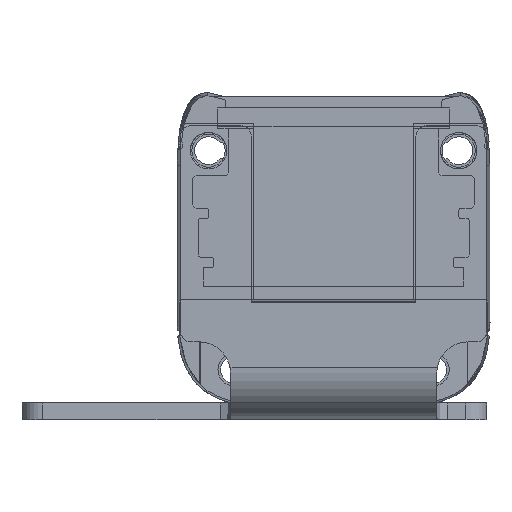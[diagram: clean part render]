
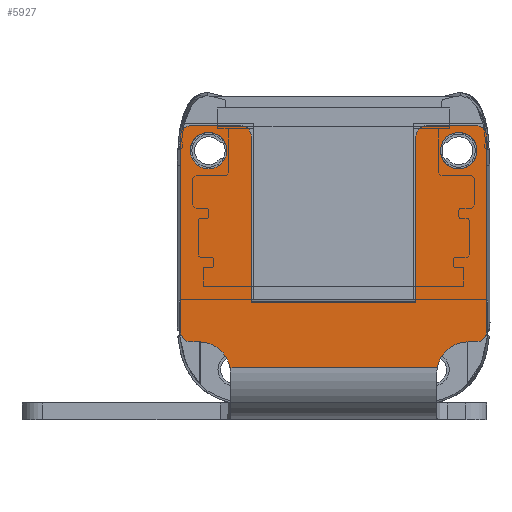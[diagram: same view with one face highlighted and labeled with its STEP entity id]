
A CAD part, front view. The second image highlights one B-rep face of the part: STEP entity #5927.
In plain terms, the highlighted planar face has unit normal (0, -1, 0).
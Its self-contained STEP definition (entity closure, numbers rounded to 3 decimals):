
#4986=DIRECTION('',(-1.,0.,0.));
#4987=VECTOR('',#4986,19.878);
#4988=CARTESIAN_POINT('',(9.939,105.8,-138.994));
#4989=LINE('',#4988,#4987);
#5009=CARTESIAN_POINT('',(12.89,105.8,-139.533));
#5010=DIRECTION('',(0.,1.,0.));
#5011=DIRECTION('',(-0.984,0.,0.18));
#5012=AXIS2_PLACEMENT_3D('',#5009,#5010,#5011);
#5014=CARTESIAN_POINT('',(-12.89,105.8,-139.533));
#5015=DIRECTION('',(0.,1.,0.));
#5016=DIRECTION('',(0.,0.,1.));
#5017=AXIS2_PLACEMENT_3D('',#5014,#5015,#5016);
#5019=CARTESIAN_POINT('',(-13.69,105.8,-135.533));
#5020=DIRECTION('',(0.,-1.,0.));
#5021=DIRECTION('',(-1.,0.,0.));
#5022=AXIS2_PLACEMENT_3D('',#5019,#5020,#5021);
#5024=DIRECTION('',(0.,0.,-1.));
#5025=VECTOR('',#5024,18.733);
#5026=CARTESIAN_POINT('',(-14.69,105.8,-116.8));
#5027=LINE('',#5026,#5025);
#5028=CARTESIAN_POINT('',(-13.69,105.8,-116.8));
#5029=DIRECTION('',(0.,-1.,0.));
#5030=DIRECTION('',(0.,0.,1.));
#5031=AXIS2_PLACEMENT_3D('',#5028,#5029,#5030);
#5033=DIRECTION('',(-1.,0.,0.));
#5034=VECTOR('',#5033,4.8);
#5035=CARTESIAN_POINT('',(-8.89,105.8,-115.8));
#5036=LINE('',#5035,#5034);
#5037=CARTESIAN_POINT('',(-8.89,105.8,-116.8));
#5038=DIRECTION('',(0.,-1.,0.));
#5039=DIRECTION('',(1.,0.,0.));
#5040=AXIS2_PLACEMENT_3D('',#5037,#5038,#5039);
#5042=DIRECTION('',(-1.,0.,0.));
#5043=VECTOR('',#5042,15.78);
#5044=CARTESIAN_POINT('',(7.89,105.8,-132.733));
#5045=LINE('',#5044,#5043);
#5046=DIRECTION('',(0.,0.,-1.));
#5047=VECTOR('',#5046,15.933);
#5048=CARTESIAN_POINT('',(7.89,105.8,-116.8));
#5049=LINE('',#5048,#5047);
#5050=CARTESIAN_POINT('',(8.89,105.8,-116.8));
#5051=DIRECTION('',(0.,-1.,0.));
#5052=DIRECTION('',(0.,0.,1.));
#5053=AXIS2_PLACEMENT_3D('',#5050,#5051,#5052);
#5055=CARTESIAN_POINT('',(13.69,105.8,-116.8));
#5056=DIRECTION('',(0.,-1.,0.));
#5057=DIRECTION('',(1.,0.,0.));
#5058=AXIS2_PLACEMENT_3D('',#5055,#5056,#5057);
#5060=CARTESIAN_POINT('',(13.69,105.8,-135.533));
#5061=DIRECTION('',(0.,-1.,0.));
#5062=DIRECTION('',(0.,0.,-1.));
#5063=AXIS2_PLACEMENT_3D('',#5060,#5061,#5062);
#5065=DIRECTION('',(1.,0.,0.));
#5066=VECTOR('',#5065,0.8);
#5067=CARTESIAN_POINT('',(12.89,105.8,-136.533));
#5068=LINE('',#5067,#5066);
#5069=CARTESIAN_POINT('',(-12.,105.8,-118.2));
#5070=DIRECTION('',(0.,1.,0.));
#5071=DIRECTION('',(0.,0.,1.));
#5072=AXIS2_PLACEMENT_3D('',#5069,#5070,#5071);
#5074=CARTESIAN_POINT('',(-12.,105.8,-118.2));
#5075=DIRECTION('',(0.,1.,0.));
#5076=DIRECTION('',(-1.,0.,0.));
#5077=AXIS2_PLACEMENT_3D('',#5074,#5075,#5076);
#5079=CARTESIAN_POINT('',(-12.,105.8,-118.2));
#5080=DIRECTION('',(0.,1.,0.));
#5081=DIRECTION('',(1.,0.,0.));
#5082=AXIS2_PLACEMENT_3D('',#5079,#5080,#5081);
#5084=CARTESIAN_POINT('',(12.,105.8,-118.2));
#5085=DIRECTION('',(0.,1.,0.));
#5086=DIRECTION('',(0.,0.,-1.));
#5087=AXIS2_PLACEMENT_3D('',#5084,#5085,#5086);
#5089=CARTESIAN_POINT('',(12.,105.8,-118.2));
#5090=DIRECTION('',(0.,1.,0.));
#5091=DIRECTION('',(1.,0.,0.));
#5092=AXIS2_PLACEMENT_3D('',#5089,#5090,#5091);
#5094=CARTESIAN_POINT('',(12.,105.8,-118.2));
#5095=DIRECTION('',(0.,1.,0.));
#5096=DIRECTION('',(0.,0.,1.));
#5097=AXIS2_PLACEMENT_3D('',#5094,#5095,#5096);
#5099=CARTESIAN_POINT('',(12.,105.8,-118.2));
#5100=DIRECTION('',(0.,1.,0.));
#5101=DIRECTION('',(-1.,0.,0.));
#5102=AXIS2_PLACEMENT_3D('',#5099,#5100,#5101);
#5104=DIRECTION('',(-1.,0.,0.));
#5105=VECTOR('',#5104,0.8);
#5106=CARTESIAN_POINT('',(-12.89,105.8,-136.533));
#5107=LINE('',#5106,#5105);
#5204=DIRECTION('',(0.,0.,-1.));
#5205=VECTOR('',#5204,18.733);
#5206=CARTESIAN_POINT('',(14.69,105.8,-116.8));
#5207=LINE('',#5206,#5205);
#5216=DIRECTION('',(1.,0.,0.));
#5217=VECTOR('',#5216,4.8);
#5218=CARTESIAN_POINT('',(8.89,105.8,-115.8));
#5219=LINE('',#5218,#5217);
#5244=DIRECTION('',(0.,0.,-1.));
#5245=VECTOR('',#5244,15.933);
#5246=CARTESIAN_POINT('',(-7.89,105.8,-116.8));
#5247=LINE('',#5246,#5245);
#5438=CARTESIAN_POINT('',(9.939,105.8,-138.994));
#5439=CARTESIAN_POINT('',(12.89,105.8,-136.533));
#5440=VERTEX_POINT('',#5438);
#5441=VERTEX_POINT('',#5439);
#5442=CARTESIAN_POINT('',(13.69,105.8,-136.533));
#5443=VERTEX_POINT('',#5442);
#5444=CARTESIAN_POINT('',(14.69,105.8,-135.533));
#5445=VERTEX_POINT('',#5444);
#5446=CARTESIAN_POINT('',(14.69,105.8,-116.8));
#5447=VERTEX_POINT('',#5446);
#5448=CARTESIAN_POINT('',(13.69,105.8,-115.8));
#5449=VERTEX_POINT('',#5448);
#5450=CARTESIAN_POINT('',(8.89,105.8,-115.8));
#5451=VERTEX_POINT('',#5450);
#5452=CARTESIAN_POINT('',(7.89,105.8,-116.8));
#5453=VERTEX_POINT('',#5452);
#5454=CARTESIAN_POINT('',(7.89,105.8,-132.733));
#5455=VERTEX_POINT('',#5454);
#5456=CARTESIAN_POINT('',(-7.89,105.8,-132.733));
#5457=VERTEX_POINT('',#5456);
#5458=CARTESIAN_POINT('',(-7.89,105.8,-116.8));
#5459=VERTEX_POINT('',#5458);
#5460=CARTESIAN_POINT('',(-8.89,105.8,-115.8));
#5461=VERTEX_POINT('',#5460);
#5462=CARTESIAN_POINT('',(-13.69,105.8,-115.8));
#5463=VERTEX_POINT('',#5462);
#5464=CARTESIAN_POINT('',(-14.69,105.8,-116.8));
#5465=VERTEX_POINT('',#5464);
#5466=CARTESIAN_POINT('',(-14.69,105.8,-135.533));
#5467=VERTEX_POINT('',#5466);
#5468=CARTESIAN_POINT('',(-13.69,105.8,-136.533));
#5469=VERTEX_POINT('',#5468);
#5470=CARTESIAN_POINT('',(-12.89,105.8,-136.533));
#5471=VERTEX_POINT('',#5470);
#5472=CARTESIAN_POINT('',(-9.939,105.8,-138.994));
#5473=VERTEX_POINT('',#5472);
#5519=CARTESIAN_POINT('',(-13.75,105.8,-118.2));
#5521=VERTEX_POINT('',#5519);
#5523=CARTESIAN_POINT('',(-10.25,105.8,-118.2));
#5525=VERTEX_POINT('',#5523);
#5526=CARTESIAN_POINT('',(-12.,105.8,-116.45));
#5527=VERTEX_POINT('',#5526);
#5529=CARTESIAN_POINT('',(13.75,105.8,-118.2));
#5531=VERTEX_POINT('',#5529);
#5533=CARTESIAN_POINT('',(10.25,105.8,-118.2));
#5535=VERTEX_POINT('',#5533);
#5536=CARTESIAN_POINT('',(12.,105.8,-119.95));
#5537=VERTEX_POINT('',#5536);
#5538=CARTESIAN_POINT('',(12.,105.8,-116.45));
#5539=VERTEX_POINT('',#5538);
#5869=CARTESIAN_POINT('',(-9.89,105.8,-142.394));
#5870=DIRECTION('',(0.,-1.,0.));
#5871=DIRECTION('',(-1.,0.,0.));
#5872=AXIS2_PLACEMENT_3D('',#5869,#5870,#5871);
#5873=PLANE('',#5872);
#5874=ORIENTED_EDGE('',*,*,#5808,.F.);
#5875=ORIENTED_EDGE('',*,*,#5838,.T.);
#5876=ORIENTED_EDGE('',*,*,#5856,.F.);
#5878=ORIENTED_EDGE('',*,*,#5877,.T.);
#5880=ORIENTED_EDGE('',*,*,#5879,.F.);
#5882=ORIENTED_EDGE('',*,*,#5881,.F.);
#5884=ORIENTED_EDGE('',*,*,#5883,.F.);
#5886=ORIENTED_EDGE('',*,*,#5885,.F.);
#5888=ORIENTED_EDGE('',*,*,#5887,.F.);
#5890=ORIENTED_EDGE('',*,*,#5889,.T.);
#5892=ORIENTED_EDGE('',*,*,#5891,.F.);
#5894=ORIENTED_EDGE('',*,*,#5893,.F.);
#5896=ORIENTED_EDGE('',*,*,#5895,.F.);
#5898=ORIENTED_EDGE('',*,*,#5897,.T.);
#5900=ORIENTED_EDGE('',*,*,#5899,.F.);
#5902=ORIENTED_EDGE('',*,*,#5901,.T.);
#5904=ORIENTED_EDGE('',*,*,#5903,.F.);
#5906=ORIENTED_EDGE('',*,*,#5905,.F.);
#5907=EDGE_LOOP('',(#5874,#5875,#5876,#5878,#5880,#5882,#5884,#5886,#5888,#5890,
#5892,#5894,#5896,#5898,#5900,#5902,#5904,#5906));
#5908=FACE_OUTER_BOUND('',#5907,.F.);
#5910=ORIENTED_EDGE('',*,*,#5909,.F.);
#5912=ORIENTED_EDGE('',*,*,#5911,.F.);
#5914=ORIENTED_EDGE('',*,*,#5913,.F.);
#5915=EDGE_LOOP('',(#5910,#5912,#5914));
#5916=FACE_BOUND('',#5915,.F.);
#5918=ORIENTED_EDGE('',*,*,#5917,.F.);
#5920=ORIENTED_EDGE('',*,*,#5919,.F.);
#5922=ORIENTED_EDGE('',*,*,#5921,.F.);
#5924=ORIENTED_EDGE('',*,*,#5923,.F.);
#5925=EDGE_LOOP('',(#5918,#5920,#5922,#5924));
#5926=FACE_BOUND('',#5925,.F.);
#5013=CIRCLE('',#5012,3.);
#5018=CIRCLE('',#5017,3.);
#5023=CIRCLE('',#5022,1.);
#5032=CIRCLE('',#5031,1.);
#5041=CIRCLE('',#5040,1.);
#5054=CIRCLE('',#5053,1.);
#5059=CIRCLE('',#5058,1.);
#5064=CIRCLE('',#5063,1.);
#5073=CIRCLE('',#5072,1.75);
#5078=CIRCLE('',#5077,1.75);
#5083=CIRCLE('',#5082,1.75);
#5088=CIRCLE('',#5087,1.75);
#5093=CIRCLE('',#5092,1.75);
#5098=CIRCLE('',#5097,1.75);
#5103=CIRCLE('',#5102,1.75);
#5808=EDGE_CURVE('',#5440,#5441,#5013,.T.);
#5838=EDGE_CURVE('',#5440,#5473,#4989,.T.);
#5856=EDGE_CURVE('',#5471,#5473,#5018,.T.);
#5877=EDGE_CURVE('',#5471,#5469,#5107,.T.);
#5879=EDGE_CURVE('',#5467,#5469,#5023,.T.);
#5881=EDGE_CURVE('',#5465,#5467,#5027,.T.);
#5883=EDGE_CURVE('',#5463,#5465,#5032,.T.);
#5885=EDGE_CURVE('',#5461,#5463,#5036,.T.);
#5887=EDGE_CURVE('',#5459,#5461,#5041,.T.);
#5889=EDGE_CURVE('',#5459,#5457,#5247,.T.);
#5891=EDGE_CURVE('',#5455,#5457,#5045,.T.);
#5893=EDGE_CURVE('',#5453,#5455,#5049,.T.);
#5895=EDGE_CURVE('',#5451,#5453,#5054,.T.);
#5897=EDGE_CURVE('',#5451,#5449,#5219,.T.);
#5899=EDGE_CURVE('',#5447,#5449,#5059,.T.);
#5901=EDGE_CURVE('',#5447,#5445,#5207,.T.);
#5903=EDGE_CURVE('',#5443,#5445,#5064,.T.);
#5905=EDGE_CURVE('',#5441,#5443,#5068,.T.);
#5909=EDGE_CURVE('',#5527,#5525,#5073,.T.);
#5911=EDGE_CURVE('',#5521,#5527,#5078,.T.);
#5913=EDGE_CURVE('',#5525,#5521,#5083,.T.);
#5917=EDGE_CURVE('',#5537,#5535,#5088,.T.);
#5919=EDGE_CURVE('',#5531,#5537,#5093,.T.);
#5921=EDGE_CURVE('',#5539,#5531,#5098,.T.);
#5923=EDGE_CURVE('',#5535,#5539,#5103,.T.);
#5927=ADVANCED_FACE('',(#5908,#5916,#5926),#5873,.T.);
